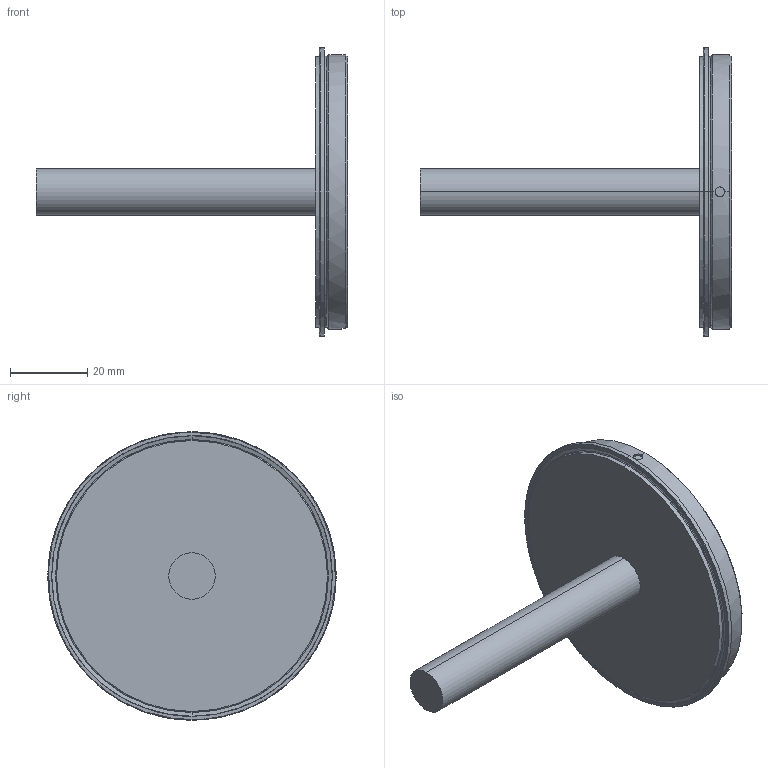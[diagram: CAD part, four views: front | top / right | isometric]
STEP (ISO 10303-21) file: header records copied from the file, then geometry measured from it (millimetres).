
FILE_DESCRIPTION (( 'STEP AP203' ), '1' );
FILE_NAME ('31132_Default_sldprt.STEP', '2025-12-17T08:34:07', ( '' ), ( '' ), 'SwSTEP 2.0', 'SolidWorks 2020', '' );
FILE_SCHEMA (( 'CONFIG_CONTROL_DESIGN' ));
Length unit declared in the file: centimetre
Products named in the file (1): 31132_Default_sldprt
Bounding box: 80.37 x 74.5 x 74.5 mm (x, y, z)
Volume: 41036.5 mm3; surface area: 13403.5 mm2
Topology: 1 solids, 1 shells, 35 faces, 73 edges, 43 vertices
Faces by surface type: cylinder 13, bspline 10, plane 8, cone 4
Entity records: 1402 total; most frequent: CARTESIAN_POINT 614, DIRECTION 153, ORIENTED_EDGE 146, EDGE_CURVE 73, AXIS2_PLACEMENT_3D 66, VERTEX_POINT 43, CIRCLE 40, EDGE_LOOP 38
